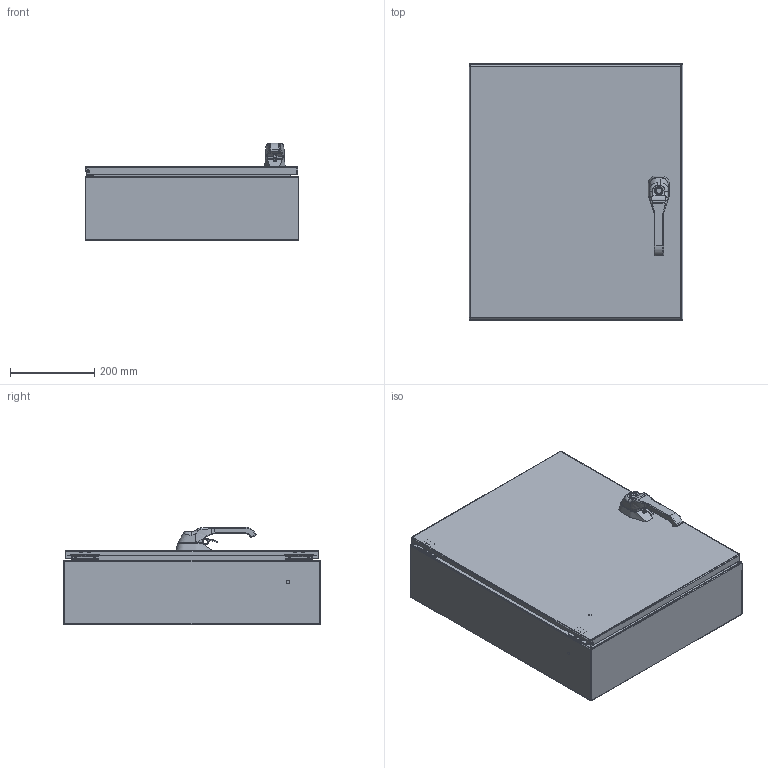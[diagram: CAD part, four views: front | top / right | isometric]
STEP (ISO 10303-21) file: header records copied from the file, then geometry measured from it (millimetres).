
FILE_DESCRIPTION (( 'STEP AP214' ), '1' );
FILE_NAME ('N4122420063PTC.STEP', '2019-09-11T12:58:03', ( '' ), ( '' ), 'SwSTEP 2.0', 'SolidWorks 2018', '' );
FILE_SCHEMA (( 'AUTOMOTIVE_DESIGN' ));
Length unit declared in the file: inch
Products named in the file (1): N4122420063PTC
Bounding box: 508 x 609.6 x 231.02 mm (x, y, z)
Volume: 2177543.4 mm3; surface area: 2184492.6 mm2
Topology: 29 solids, 29 shells, 1333 faces, 3198 edges, 1925 vertices
Faces by surface type: cylinder 495, plane 433, bspline 201, cone 168, torus 36
Full cylindrical faces by diameter (mm): 2.362 x4, 3.175 x2, 3.317 x68, 3.861 x4, 3.962 x2, 4.166 x68, 4.25 x4, 4.366 x4, 4.572 x4, 4.775 x6, 5.4 x2, 6.35 x10, 6.502 x4, 6.985 x4, 7.62 x4, 8.128 x4, 8.56 x2, 9.144 x4, 10.5 x1, 11.112 x3, 11.113 x1, 14.3 x4
Entity records: 69565 total; most frequent: CARTESIAN_POINT 25058, ORIENTED_EDGE 5198, DIRECTION 5164, EDGE_CURVE 2599, AXIS2_PLACEMENT_3D 1979, EDGE_LOOP 1843, VERTEX_POINT 1756, FACE_OUTER_BOUND 1563
